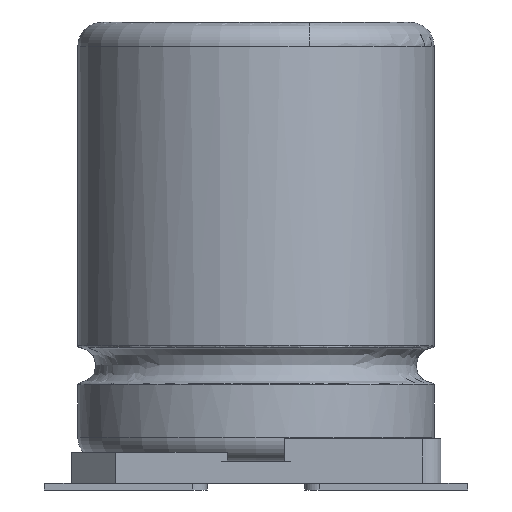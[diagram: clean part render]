
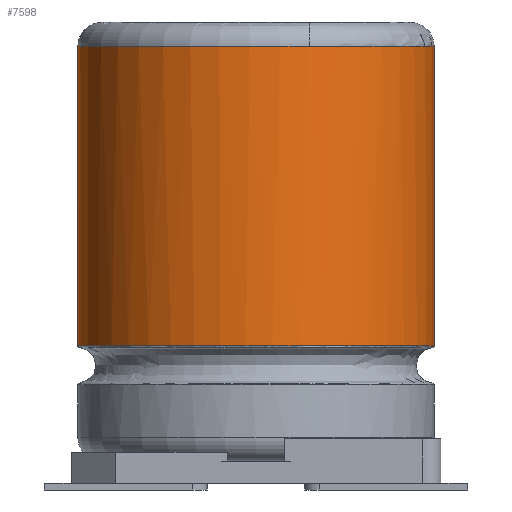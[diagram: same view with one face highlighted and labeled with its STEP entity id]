
A CAD part, front view. The second image highlights one B-rep face of the part: STEP entity #7598.
In plain terms, the highlighted cylindrical face has radius 4 mm (diameter 8 mm), a partial arc.
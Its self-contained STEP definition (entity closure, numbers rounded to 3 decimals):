
#378 = CARTESIAN_POINT ( 'NONE',  ( 4., 0., 3.2 ) ) ;
#385 = CARTESIAN_POINT ( 'NONE',  ( 0.541, -4.403, 3.238 ) ) ;
#427 = FACE_OUTER_BOUND ( 'NONE', #4886, .T. ) ;
#485 = CIRCLE ( 'NONE', #4661, 4. ) ;
#501 = CIRCLE ( 'NONE', #2034, 4. ) ;
#503 = CARTESIAN_POINT ( 'NONE',  ( -3.754, -1.916, 3.238 ) ) ;
#823 = CARTESIAN_POINT ( 'NONE',  ( 4., 0., 3.238 ) ) ;
#863 = LINE ( 'NONE', #2144, #1627 ) ;
#1070 = DIRECTION ( 'NONE',  ( -1., 0., 0. ) ) ;
#1151 = CARTESIAN_POINT ( 'NONE',  ( -1.589, -4.12, 3.238 ) ) ;
#1390 = AXIS2_PLACEMENT_3D ( 'NONE', #3456, #3419, #1070 ) ;
#1590 = ORIENTED_EDGE ( 'NONE', *, *, #5569, .T. ) ;
#1627 = VECTOR ( 'NONE', #4509, 1000. ) ;
#1647 = VECTOR ( 'NONE', #2814, 1000. ) ;
#1669 = CYLINDRICAL_SURFACE ( 'NONE', #1390, 4. ) ;
#2034 = AXIS2_PLACEMENT_3D ( 'NONE', #6945, #6296, #3284 ) ;
#2059 = CARTESIAN_POINT ( 'NONE',  ( 2.504, -3.577, 3.238 ) ) ;
#2144 = CARTESIAN_POINT ( 'NONE',  ( -4., 0., 3.2 ) ) ;
#2661 = CARTESIAN_POINT ( 'NONE',  ( 3.241, -2.828, 3.238 ) ) ;
#2722 = EDGE_CURVE ( 'NONE', #4217, #6456, #501, .T. ) ;
#2814 = DIRECTION ( 'NONE',  ( 0., 0., 1. ) ) ;
#2980 = ORIENTED_EDGE ( 'NONE', *, *, #2722, .T. ) ;
#3248 = CARTESIAN_POINT ( 'NONE',  ( 4., -0.967, 3.238 ) ) ;
#3284 = DIRECTION ( 'NONE',  ( -1., 0., 0. ) ) ;
#3288 = CARTESIAN_POINT ( 'NONE',  ( 1.583, -4.119, 3.238 ) ) ;
#3404 = LINE ( 'NONE', #378, #1647 ) ;
#3419 = DIRECTION ( 'NONE',  ( 0., 0., 1. ) ) ;
#3449 = CARTESIAN_POINT ( 'NONE',  ( -4., 0., 9.967 ) ) ;
#3456 = CARTESIAN_POINT ( 'NONE',  ( 0., 0., 3.2 ) ) ;
#3491 = CARTESIAN_POINT ( 'NONE',  ( -4., -0.953, 3.238 ) ) ;
#3541 = DIRECTION ( 'NONE',  ( 0., 0., -1. ) ) ;
#3911 = CARTESIAN_POINT ( 'NONE',  ( 4., 0., 3.238 ) ) ;
#4217 = VERTEX_POINT ( 'NONE', #6436 ) ;
#4509 = DIRECTION ( 'NONE',  ( 0., 0., 1. ) ) ;
#4650 = VERTEX_POINT ( 'NONE', #3449 ) ;
#4661 = AXIS2_PLACEMENT_3D ( 'NONE', #7173, #3541, #5973 ) ;
#4768 = VERTEX_POINT ( 'NONE', #5991 ) ;
#4886 = EDGE_LOOP ( 'NONE', ( #7022, #5338, #2980, #1590, #4933 ) ) ;
#4933 = ORIENTED_EDGE ( 'NONE', *, *, #5023, .F. ) ;
#5023 = EDGE_CURVE ( 'NONE', #4768, #4650, #863, .T. ) ;
#5338 = ORIENTED_EDGE ( 'NONE', *, *, #7248, .T. ) ;
#5569 = EDGE_CURVE ( 'NONE', #6456, #4650, #485, .T. ) ;
#5672 = CARTESIAN_POINT ( 'NONE',  ( 3.747, -1.933, 3.238 ) ) ;
#5973 = DIRECTION ( 'NONE',  ( -1., 0., 0. ) ) ;
#5991 = CARTESIAN_POINT ( 'NONE',  ( -4., 0., 3.238 ) ) ;
#6155 = EDGE_CURVE ( 'NONE', #7169, #4768, #6203, .T. ) ;
#6203 = B_SPLINE_CURVE_WITH_KNOTS ( 'NONE', 13,
 ( #823, #3248, #5672, #2661, #2059, #3288, #385, #7778, #1151, #7117, #6425, #503, #3491, #6509 ),
 .UNSPECIFIED., .F., .F.,
 ( 14, 14 ),
 ( 0.5, 1. ),
 .UNSPECIFIED. ) ;
#6296 = DIRECTION ( 'NONE',  ( 0., 0., -1. ) ) ;
#6425 = CARTESIAN_POINT ( 'NONE',  ( -3.254, -2.816, 3.238 ) ) ;
#6436 = CARTESIAN_POINT ( 'NONE',  ( 4., 0., 9.967 ) ) ;
#6456 = VERTEX_POINT ( 'NONE', #6972 ) ;
#6509 = CARTESIAN_POINT ( 'NONE',  ( -4., 0., 3.238 ) ) ;
#6945 = CARTESIAN_POINT ( 'NONE',  ( 0., 0., 9.967 ) ) ;
#6972 = CARTESIAN_POINT ( 'NONE',  ( 1.2, -3.816, 9.967 ) ) ;
#7022 = ORIENTED_EDGE ( 'NONE', *, *, #6155, .F. ) ;
#7117 = CARTESIAN_POINT ( 'NONE',  ( -2.515, -3.575, 3.238 ) ) ;
#7169 = VERTEX_POINT ( 'NONE', #3911 ) ;
#7173 = CARTESIAN_POINT ( 'NONE',  ( 0., 0., 9.967 ) ) ;
#7248 = EDGE_CURVE ( 'NONE', #7169, #4217, #3404, .T. ) ;
#7598 = ADVANCED_FACE ( 'NONE', ( #427 ), #1669, .T. ) ;
#7778 = CARTESIAN_POINT ( 'NONE',  ( -0.543, -4.404, 3.238 ) ) ;
